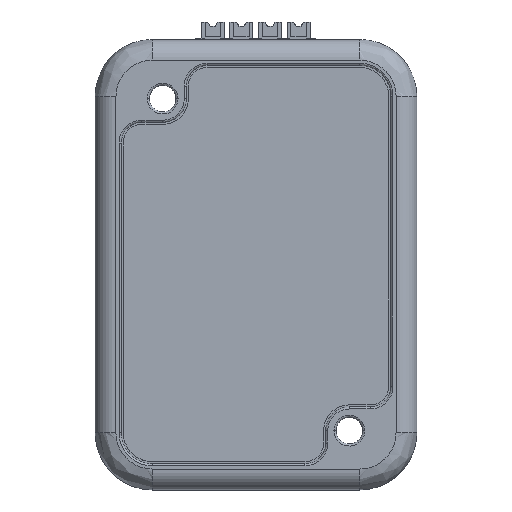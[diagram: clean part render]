
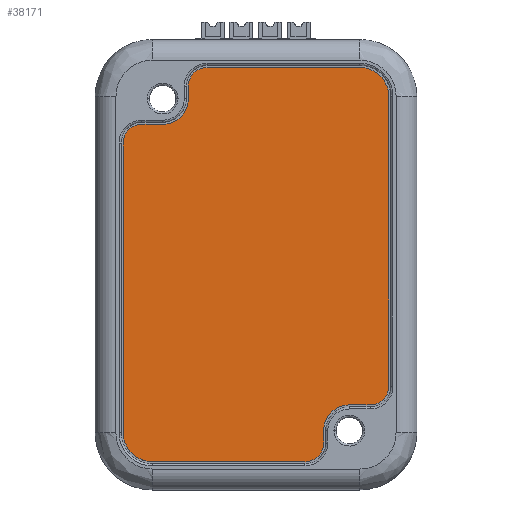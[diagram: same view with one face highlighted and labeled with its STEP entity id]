
A CAD part, top view. The second image highlights one B-rep face of the part: STEP entity #38171.
In plain terms, the highlighted planar face has unit normal (0, 0, 1).
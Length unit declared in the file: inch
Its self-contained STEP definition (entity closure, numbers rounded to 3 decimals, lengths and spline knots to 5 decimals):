
#12 = VERTEX_POINT ( 'NONE', #16527 ) ;
#857 = CARTESIAN_POINT ( 'NONE',  ( 0.64, -0.586, 0.9294 ) ) ;
#1181 = ORIENTED_EDGE ( 'NONE', *, *, #24313, .T. ) ;
#1260 = CARTESIAN_POINT ( 'NONE',  ( 0.45, -0.8, 0.9294 ) ) ;
#1290 = AXIS2_PLACEMENT_3D ( 'NONE', #41746, #25510, #12475 ) ;
#1342 = ORIENTED_EDGE ( 'NONE', *, *, #40060, .T. ) ;
#1343 = VECTOR ( 'NONE', #32710, 39.37008 ) ;
#1376 = LINE ( 'NONE', #27467, #19398 ) ;
#1699 = DIRECTION ( 'NONE',  ( 0., -1., 0. ) ) ;
#3153 = DIRECTION ( 'NONE',  ( 0., -1., 0. ) ) ;
#3174 = CARTESIAN_POINT ( 'NONE',  ( -0.64, 0.95, 0.9294 ) ) ;
#3268 = EDGE_CURVE ( 'NONE', #23293, #12, #32315, .T. ) ;
#3831 = DIRECTION ( 'NONE',  ( 0., 0., -1. ) ) ;
#4475 = ORIENTED_EDGE ( 'NONE', *, *, #12816, .F. ) ;
#5438 = DIRECTION ( 'NONE',  ( 0., -1., 0. ) ) ;
#5515 = AXIS2_PLACEMENT_3D ( 'NONE', #14442, #14020, #40116 ) ;
#5746 = VERTEX_POINT ( 'NONE', #17239 ) ;
#5931 = DIRECTION ( 'NONE',  ( 0., 0., -1. ) ) ;
#6193 = DIRECTION ( 'NONE',  ( 0., -1., 0. ) ) ;
#6361 = VERTEX_POINT ( 'NONE', #15482 ) ;
#7094 = LINE ( 'NONE', #39379, #22201 ) ;
#7262 = VECTOR ( 'NONE', #8173, 39.37008 ) ;
#7354 = CIRCLE ( 'NONE', #10764, 0.09 ) ;
#7601 = EDGE_CURVE ( 'NONE', #5746, #28986, #7354, .T. ) ;
#7677 = AXIS2_PLACEMENT_3D ( 'NONE', #1260, #3831, #11102 ) ;
#8173 = DIRECTION ( 'NONE',  ( 0., 1., 0. ) ) ;
#9650 = DIRECTION ( 'NONE',  ( 0., 0., -1. ) ) ;
#10266 = ORIENTED_EDGE ( 'NONE', *, *, #28514, .T. ) ;
#10764 = AXIS2_PLACEMENT_3D ( 'NONE', #28423, #5931, #25412 ) ;
#11102 = DIRECTION ( 'NONE',  ( 0., -1., 0. ) ) ;
#11113 = CARTESIAN_POINT ( 'NONE',  ( 0.236, -0.95, 0.9294 ) ) ;
#11317 = AXIS2_PLACEMENT_3D ( 'NONE', #20245, #40452, #14786 ) ;
#12019 = CARTESIAN_POINT ( 'NONE',  ( 0.64, -0.95, 0.9294 ) ) ;
#12125 = CARTESIAN_POINT ( 'NONE',  ( -0.326, 0.86, 0.9294 ) ) ;
#12475 = DIRECTION ( 'NONE',  ( 0., 1., 0. ) ) ;
#12745 = CARTESIAN_POINT ( 'NONE',  ( -0.64, 0.586, 0.9294 ) ) ;
#12816 = EDGE_CURVE ( 'NONE', #22372, #31681, #34105, .T. ) ;
#14020 = DIRECTION ( 'NONE',  ( 0., 0., -1. ) ) ;
#14069 = AXIS2_PLACEMENT_3D ( 'NONE', #38916, #9650, #22713 ) ;
#14442 = CARTESIAN_POINT ( 'NONE',  ( -0.5, -0.81, 0.9294 ) ) ;
#14734 = ORIENTED_EDGE ( 'NONE', *, *, #16662, .T. ) ;
#14778 = LINE ( 'NONE', #12019, #7262 ) ;
#14786 = DIRECTION ( 'NONE',  ( 0., 1., 0. ) ) ;
#15480 = CARTESIAN_POINT ( 'NONE',  ( 0.5, 0.95, 0.9294 ) ) ;
#15482 = CARTESIAN_POINT ( 'NONE',  ( -0.5, -0.95, 0.9294 ) ) ;
#15877 = DIRECTION ( 'NONE',  ( 0., 0., -1. ) ) ;
#15900 = ORIENTED_EDGE ( 'NONE', *, *, #25882, .T. ) ;
#16415 = LINE ( 'NONE', #25876, #1343 ) ;
#16527 = CARTESIAN_POINT ( 'NONE',  ( 0.45, -0.676, 0.9294 ) ) ;
#16662 = EDGE_CURVE ( 'NONE', #33571, #20232, #29487, .T. ) ;
#16718 = CARTESIAN_POINT ( 'NONE',  ( -0.64, -0.81, 0.9294 ) ) ;
#16951 = EDGE_CURVE ( 'NONE', #23651, #29388, #19572, .T. ) ;
#17239 = CARTESIAN_POINT ( 'NONE',  ( 0.326, -0.86, 0.9294 ) ) ;
#17851 = LINE ( 'NONE', #30257, #40864 ) ;
#18390 = VERTEX_POINT ( 'NONE', #24188 ) ;
#19225 = CARTESIAN_POINT ( 'NONE',  ( -0.326, 0.676, 0.9294 ) ) ;
#19291 = EDGE_CURVE ( 'NONE', #20232, #18390, #27115, .T. ) ;
#19330 = DIRECTION ( 'NONE',  ( 0., 1., 0. ) ) ;
#19352 = VERTEX_POINT ( 'NONE', #15480 ) ;
#19398 = VECTOR ( 'NONE', #24290, 39.37008 ) ;
#19420 = CARTESIAN_POINT ( 'NONE',  ( -0.55, 0.676, 0.9294 ) ) ;
#19536 = VECTOR ( 'NONE', #3153, 39.37008 ) ;
#19572 = CIRCLE ( 'NONE', #34628, 0.09 ) ;
#19679 = EDGE_CURVE ( 'NONE', #19352, #23886, #33784, .T. ) ;
#20232 = VERTEX_POINT ( 'NONE', #22781 ) ;
#20245 = CARTESIAN_POINT ( 'NONE',  ( -0.236, 0.86, 0.9294 ) ) ;
#20657 = DIRECTION ( 'NONE',  ( 0., 1., 0. ) ) ;
#20825 = CARTESIAN_POINT ( 'NONE',  ( 0.326, -0.8, 0.9294 ) ) ;
#21568 = ORIENTED_EDGE ( 'NONE', *, *, #32076, .T. ) ;
#22201 = VECTOR ( 'NONE', #29579, 39.37008 ) ;
#22372 = VERTEX_POINT ( 'NONE', #12745 ) ;
#22453 = ORIENTED_EDGE ( 'NONE', *, *, #19679, .F. ) ;
#22596 = ORIENTED_EDGE ( 'NONE', *, *, #40925, .F. ) ;
#22713 = DIRECTION ( 'NONE',  ( 0., 1., 0. ) ) ;
#22781 = CARTESIAN_POINT ( 'NONE',  ( -0.326, 0.8, 0.9294 ) ) ;
#23293 = VERTEX_POINT ( 'NONE', #20825 ) ;
#23651 = VERTEX_POINT ( 'NONE', #857 ) ;
#23732 = CARTESIAN_POINT ( 'NONE',  ( 0.64, 0.81, 0.9294 ) ) ;
#23886 = VERTEX_POINT ( 'NONE', #23732 ) ;
#24188 = CARTESIAN_POINT ( 'NONE',  ( -0.45, 0.676, 0.9294 ) ) ;
#24290 = DIRECTION ( 'NONE',  ( 1., 0., 0. ) ) ;
#24313 = EDGE_CURVE ( 'NONE', #12, #29388, #7094, .T. ) ;
#24416 = VERTEX_POINT ( 'NONE', #37660 ) ;
#25412 = DIRECTION ( 'NONE',  ( 0., 1., 0. ) ) ;
#25510 = DIRECTION ( 'NONE',  ( 0., 0., -1. ) ) ;
#25876 = CARTESIAN_POINT ( 'NONE',  ( -0.64, 0.676, 0.9294 ) ) ;
#25882 = EDGE_CURVE ( 'NONE', #23651, #23886, #14778, .T. ) ;
#25956 = CARTESIAN_POINT ( 'NONE',  ( 0.55, -0.586, 0.9294 ) ) ;
#26692 = DIRECTION ( 'NONE',  ( -1., 0., 0. ) ) ;
#27115 = CIRCLE ( 'NONE', #30522, 0.124 ) ;
#27467 = CARTESIAN_POINT ( 'NONE',  ( -0.64, -0.95, 0.9294 ) ) ;
#27813 = DIRECTION ( 'NONE',  ( 0., 0., -1. ) ) ;
#28423 = CARTESIAN_POINT ( 'NONE',  ( 0.236, -0.86, 0.9294 ) ) ;
#28512 = VECTOR ( 'NONE', #6193, 39.37008 ) ;
#28514 = EDGE_CURVE ( 'NONE', #6361, #28986, #1376, .T. ) ;
#28585 = VERTEX_POINT ( 'NONE', #16718 ) ;
#28778 = CIRCLE ( 'NONE', #5515, 0.14 ) ;
#28862 = VECTOR ( 'NONE', #26692, 39.37008 ) ;
#28986 = VERTEX_POINT ( 'NONE', #11113 ) ;
#29388 = VERTEX_POINT ( 'NONE', #38406 ) ;
#29487 = LINE ( 'NONE', #19225, #19536 ) ;
#29579 = DIRECTION ( 'NONE',  ( 1., 0., 0. ) ) ;
#29637 = EDGE_CURVE ( 'NONE', #33571, #24416, #35255, .T. ) ;
#29773 = ORIENTED_EDGE ( 'NONE', *, *, #16951, .F. ) ;
#30257 = CARTESIAN_POINT ( 'NONE',  ( 0.326, -0.95, 0.9294 ) ) ;
#30522 = AXIS2_PLACEMENT_3D ( 'NONE', #38160, #15877, #5438 ) ;
#31340 = EDGE_CURVE ( 'NONE', #22372, #28585, #41701, .T. ) ;
#31640 = ORIENTED_EDGE ( 'NONE', *, *, #29637, .F. ) ;
#31681 = VERTEX_POINT ( 'NONE', #19420 ) ;
#32076 = EDGE_CURVE ( 'NONE', #5746, #23293, #17851, .T. ) ;
#32315 = CIRCLE ( 'NONE', #7677, 0.124 ) ;
#32502 = ORIENTED_EDGE ( 'NONE', *, *, #35053, .T. ) ;
#32710 = DIRECTION ( 'NONE',  ( -1., 0., 0. ) ) ;
#33123 = LINE ( 'NONE', #3174, #28862 ) ;
#33571 = VERTEX_POINT ( 'NONE', #12125 ) ;
#33784 = CIRCLE ( 'NONE', #39193, 0.14 ) ;
#34105 = CIRCLE ( 'NONE', #1290, 0.09 ) ;
#34376 = ORIENTED_EDGE ( 'NONE', *, *, #31340, .T. ) ;
#34599 = DIRECTION ( 'NONE',  ( 0., 0., -1. ) ) ;
#34628 = AXIS2_PLACEMENT_3D ( 'NONE', #25956, #34599, #19330 ) ;
#34880 = CARTESIAN_POINT ( 'NONE',  ( 0.5, 0.81, 0.9294 ) ) ;
#35053 = EDGE_CURVE ( 'NONE', #19352, #24416, #33123, .T. ) ;
#35255 = CIRCLE ( 'NONE', #11317, 0.09 ) ;
#35393 = ORIENTED_EDGE ( 'NONE', *, *, #7601, .F. ) ;
#36644 = EDGE_LOOP ( 'NONE', ( #35393, #21568, #40612, #1181, #29773, #15900, #22453, #32502, #31640, #14734, #39142, #1342, #4475, #34376, #22596, #10266 ) ) ;
#37660 = CARTESIAN_POINT ( 'NONE',  ( -0.236, 0.95, 0.9294 ) ) ;
#38160 = CARTESIAN_POINT ( 'NONE',  ( -0.45, 0.8, 0.9294 ) ) ;
#38171 = ADVANCED_FACE ( 'NONE', ( #38501 ), #42151, .F. ) ;
#38406 = CARTESIAN_POINT ( 'NONE',  ( 0.55, -0.676, 0.9294 ) ) ;
#38488 = CARTESIAN_POINT ( 'NONE',  ( -0.64, -0.95, 0.9294 ) ) ;
#38501 = FACE_OUTER_BOUND ( 'NONE', #36644, .T. ) ;
#38916 = CARTESIAN_POINT ( 'NONE',  ( 0., 0., 0.9294 ) ) ;
#39142 = ORIENTED_EDGE ( 'NONE', *, *, #19291, .T. ) ;
#39193 = AXIS2_PLACEMENT_3D ( 'NONE', #34880, #27813, #1699 ) ;
#39379 = CARTESIAN_POINT ( 'NONE',  ( 0.326, -0.676, 0.9294 ) ) ;
#40060 = EDGE_CURVE ( 'NONE', #18390, #31681, #16415, .T. ) ;
#40116 = DIRECTION ( 'NONE',  ( 0., -1., 0. ) ) ;
#40452 = DIRECTION ( 'NONE',  ( 0., 0., -1. ) ) ;
#40612 = ORIENTED_EDGE ( 'NONE', *, *, #3268, .T. ) ;
#40864 = VECTOR ( 'NONE', #20657, 39.37008 ) ;
#40925 = EDGE_CURVE ( 'NONE', #6361, #28585, #28778, .T. ) ;
#41701 = LINE ( 'NONE', #38488, #28512 ) ;
#41746 = CARTESIAN_POINT ( 'NONE',  ( -0.55, 0.586, 0.9294 ) ) ;
#42151 = PLANE ( 'NONE',  #14069 ) ;
